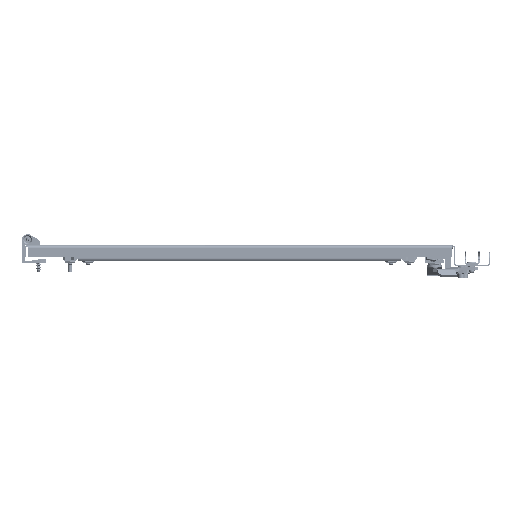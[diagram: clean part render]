
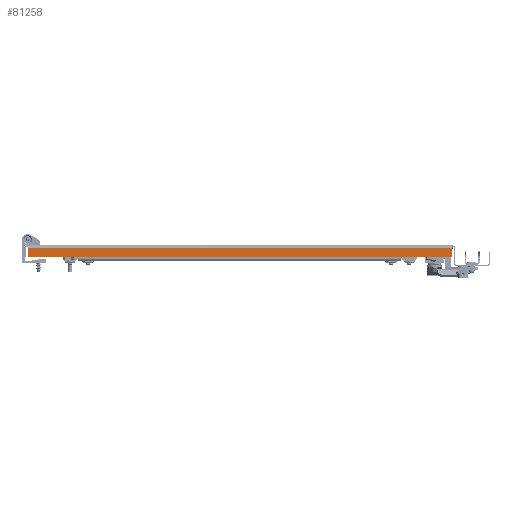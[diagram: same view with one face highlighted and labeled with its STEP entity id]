
A CAD part, front view. The second image highlights one B-rep face of the part: STEP entity #81258.
In plain terms, the highlighted planar face has unit normal (0, -1, 0).
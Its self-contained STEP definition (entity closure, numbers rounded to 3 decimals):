
#7963 = DIRECTION ( 'NONE',  ( 0., 0., 1. ) ) ;
#8654 = PLANE ( 'NONE',  #65882 ) ;
#10008 = CARTESIAN_POINT ( 'NONE',  ( 0., -695., 0. ) ) ;
#11435 = EDGE_CURVE ( 'NONE', #29054, #65972, #100089, .T. ) ;
#16703 = DIRECTION ( 'NONE',  ( 1., 0., 0. ) ) ;
#19116 = DIRECTION ( 'NONE',  ( 0., 1., 0. ) ) ;
#24999 = EDGE_LOOP ( 'NONE', ( #103546, #60953, #80999, #54362 ) ) ;
#29054 = VERTEX_POINT ( 'NONE', #69725 ) ;
#33333 = CARTESIAN_POINT ( 'NONE',  ( 0., -695., -4. ) ) ;
#41280 = CARTESIAN_POINT ( 'NONE',  ( 292.25, -695., -4. ) ) ;
#42089 = FACE_OUTER_BOUND ( 'NONE', #24999, .T. ) ;
#47181 = DIRECTION ( 'NONE',  ( 0., 0., 1. ) ) ;
#48268 = CARTESIAN_POINT ( 'NONE',  ( -292.25, -695., 0. ) ) ;
#54261 = EDGE_CURVE ( 'NONE', #106563, #64171, #112296, .T. ) ;
#54362 = ORIENTED_EDGE ( 'NONE', *, *, #102423, .F. ) ;
#59827 = VECTOR ( 'NONE', #16703, 1000. ) ;
#60542 = CARTESIAN_POINT ( 'NONE',  ( 294.25, -695., -15.8 ) ) ;
#60882 = VECTOR ( 'NONE', #47181, 1000. ) ;
#60953 = ORIENTED_EDGE ( 'NONE', *, *, #115667, .T. ) ;
#61469 = VECTOR ( 'NONE', #80261, 1000. ) ;
#62608 = DIRECTION ( 'NONE',  ( 1., 0., 0. ) ) ;
#64171 = VERTEX_POINT ( 'NONE', #76404 ) ;
#65882 = AXIS2_PLACEMENT_3D ( 'NONE', #10008, #19116, #7963 ) ;
#65972 = VERTEX_POINT ( 'NONE', #41280 ) ;
#69725 = CARTESIAN_POINT ( 'NONE',  ( 292.25, -695., -15.8 ) ) ;
#75378 = VECTOR ( 'NONE', #62608, 1000. ) ;
#76404 = CARTESIAN_POINT ( 'NONE',  ( -292.25, -695., -4. ) ) ;
#80261 = DIRECTION ( 'NONE',  ( 0., 0., 1. ) ) ;
#80560 = CARTESIAN_POINT ( 'NONE',  ( 292.25, -695., 0. ) ) ;
#80999 = ORIENTED_EDGE ( 'NONE', *, *, #11435, .T. ) ;
#81258 = ADVANCED_FACE ( 'NONE', ( #42089 ), #8654, .F. ) ;
#82128 = LINE ( 'NONE', #60542, #59827 ) ;
#93862 = CARTESIAN_POINT ( 'NONE',  ( -292.25, -695., -15.8 ) ) ;
#100089 = LINE ( 'NONE', #80560, #60882 ) ;
#102423 = EDGE_CURVE ( 'NONE', #64171, #65972, #116886, .T. ) ;
#103546 = ORIENTED_EDGE ( 'NONE', *, *, #54261, .F. ) ;
#106563 = VERTEX_POINT ( 'NONE', #93862 ) ;
#112296 = LINE ( 'NONE', #48268, #61469 ) ;
#115667 = EDGE_CURVE ( 'NONE', #106563, #29054, #82128, .T. ) ;
#116886 = LINE ( 'NONE', #33333, #75378 ) ;
